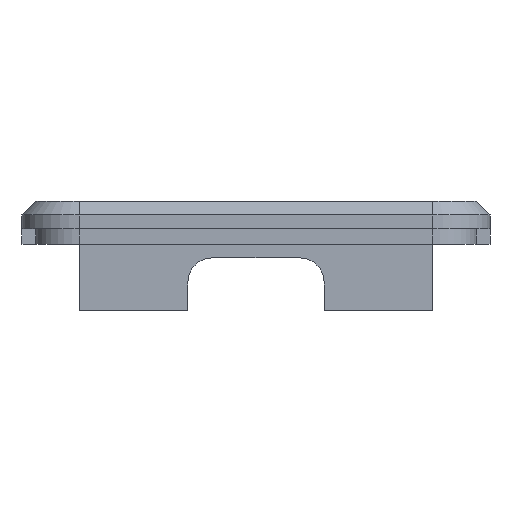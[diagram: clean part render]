
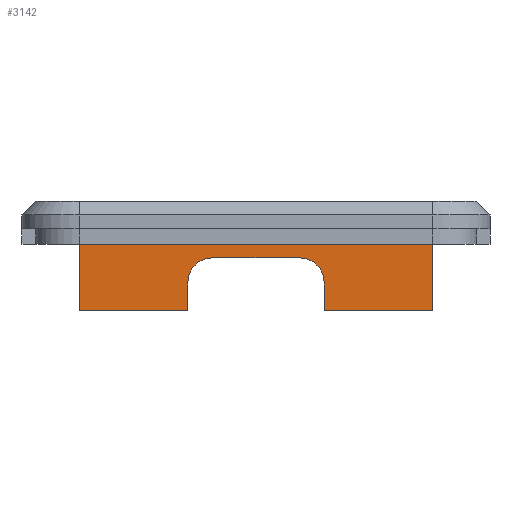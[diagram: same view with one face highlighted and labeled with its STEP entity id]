
A CAD part, front view. The second image highlights one B-rep face of the part: STEP entity #3142.
In plain terms, the highlighted planar face has unit normal (0, -1, 0).
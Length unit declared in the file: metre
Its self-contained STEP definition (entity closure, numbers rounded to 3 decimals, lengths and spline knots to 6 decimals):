
#230=LINE('',#4541,#553);
#234=LINE('',#4560,#557);
#237=LINE('',#4566,#560);
#238=LINE('',#4570,#561);
#239=LINE('',#4574,#562);
#240=LINE('',#4576,#563);
#241=LINE('',#4578,#564);
#242=LINE('',#4580,#565);
#243=LINE('',#4581,#566);
#244=LINE('',#4583,#567);
#553=VECTOR('',#3648,1.);
#557=VECTOR('',#3664,1.);
#560=VECTOR('',#3669,1.);
#561=VECTOR('',#3672,1.);
#562=VECTOR('',#3675,1.);
#563=VECTOR('',#3676,1.);
#564=VECTOR('',#3677,1.);
#565=VECTOR('',#3678,1.);
#566=VECTOR('',#3679,1.);
#567=VECTOR('',#3680,1.);
#941=ORIENTED_EDGE('',*,*,#1899,.F.);
#942=ORIENTED_EDGE('',*,*,#1900,.F.);
#943=ORIENTED_EDGE('',*,*,#1901,.F.);
#944=ORIENTED_EDGE('',*,*,#1902,.T.);
#945=ORIENTED_EDGE('',*,*,#1903,.T.);
#946=ORIENTED_EDGE('',*,*,#1904,.F.);
#947=ORIENTED_EDGE('',*,*,#1905,.T.);
#948=ORIENTED_EDGE('',*,*,#1906,.T.);
#949=ORIENTED_EDGE('',*,*,#1887,.T.);
#950=ORIENTED_EDGE('',*,*,#1907,.F.);
#951=ORIENTED_EDGE('',*,*,#1908,.F.);
#952=ORIENTED_EDGE('',*,*,#1896,.F.);
#1887=EDGE_CURVE('',#2367,#2366,#230,.T.);
#1896=EDGE_CURVE('',#2374,#2376,#234,.T.);
#1899=EDGE_CURVE('',#2378,#2374,#237,.T.);
#1900=EDGE_CURVE('',#2379,#2378,#2609,.F.);
#1901=EDGE_CURVE('',#2380,#2379,#238,.T.);
#1902=EDGE_CURVE('',#2380,#2381,#2610,.T.);
#1903=EDGE_CURVE('',#2381,#2382,#239,.T.);
#1904=EDGE_CURVE('',#2383,#2382,#240,.T.);
#1905=EDGE_CURVE('',#2383,#2384,#241,.T.);
#1906=EDGE_CURVE('',#2384,#2367,#242,.T.);
#1907=EDGE_CURVE('',#2385,#2366,#243,.T.);
#1908=EDGE_CURVE('',#2376,#2385,#244,.T.);
#2366=VERTEX_POINT('',#4540);
#2367=VERTEX_POINT('',#4542);
#2374=VERTEX_POINT('',#4558);
#2376=VERTEX_POINT('',#4561);
#2378=VERTEX_POINT('',#4567);
#2379=VERTEX_POINT('',#4569);
#2380=VERTEX_POINT('',#4571);
#2381=VERTEX_POINT('',#4573);
#2382=VERTEX_POINT('',#4575);
#2383=VERTEX_POINT('',#4577);
#2384=VERTEX_POINT('',#4579);
#2385=VERTEX_POINT('',#4582);
#2609=CIRCLE('',#3364,0.00175);
#2610=CIRCLE('',#3365,0.00175);
#2666=EDGE_LOOP('',(#941,#942,#943,#944,#945,#946,#947,#948,#949,#950,#951,
#952));
#2863=FACE_BOUND('',#2666,.T.);
#3046=PLANE('',#3363);
#3142=ADVANCED_FACE('',(#2863),#3046,.F.);
#3363=AXIS2_PLACEMENT_3D('',#4565,#3667,#3668);
#3364=AXIS2_PLACEMENT_3D('',#4568,#3670,#3671);
#3365=AXIS2_PLACEMENT_3D('',#4572,#3673,#3674);
#3648=DIRECTION('',(-1.,0.,0.));
#3664=DIRECTION('',(-1.,0.,0.));
#3667=DIRECTION('',(0.,1.,0.));
#3668=DIRECTION('',(-1.,0.,0.));
#3669=DIRECTION('',(0.,0.,-1.));
#3670=DIRECTION('',(0.,1.,0.));
#3671=DIRECTION('',(-1.,0.,0.));
#3672=DIRECTION('',(-1.,0.,0.));
#3673=DIRECTION('',(0.,1.,0.));
#3674=DIRECTION('',(-1.,0.,0.));
#3675=DIRECTION('',(0.,0.,-1.));
#3676=DIRECTION('',(-1.,0.,0.));
#3677=DIRECTION('',(0.,0.,1.));
#3678=DIRECTION('',(0.,0.,1.));
#3679=DIRECTION('',(0.,0.,1.));
#3680=DIRECTION('',(0.,0.,1.));
#4540=CARTESIAN_POINT('',(-0.0129,0.01975,0.007));
#4541=CARTESIAN_POINT('',(0.,0.01975,0.007));
#4542=CARTESIAN_POINT('',(0.0129,0.01975,0.007));
#4558=CARTESIAN_POINT('',(-0.00497,0.01975,0.001));
#4560=CARTESIAN_POINT('',(0.,0.01975,0.001));
#4561=CARTESIAN_POINT('',(-0.0129,0.01975,0.001));
#4565=CARTESIAN_POINT('',(0.,0.01975,0.005843));
#4566=CARTESIAN_POINT('',(-0.00497,0.01975,0.005843));
#4567=CARTESIAN_POINT('',(-0.00497,0.01975,0.003105));
#4568=CARTESIAN_POINT('',(-0.00322,0.01975,0.003105));
#4569=CARTESIAN_POINT('',(-0.00322,0.01975,0.004855));
#4570=CARTESIAN_POINT('',(0.,0.01975,0.004855));
#4571=CARTESIAN_POINT('',(0.00322,0.01975,0.004855));
#4572=CARTESIAN_POINT('',(0.00322,0.01975,0.003105));
#4573=CARTESIAN_POINT('',(0.00497,0.01975,0.003105));
#4574=CARTESIAN_POINT('',(0.00497,0.01975,0.005843));
#4575=CARTESIAN_POINT('',(0.00497,0.01975,0.001));
#4576=CARTESIAN_POINT('',(0.,0.01975,0.001));
#4577=CARTESIAN_POINT('',(0.0129,0.01975,0.001));
#4578=CARTESIAN_POINT('',(0.0129,0.01975,-0.25713));
#4579=CARTESIAN_POINT('',(0.0129,0.01975,0.005845));
#4580=CARTESIAN_POINT('',(0.0129,0.01975,0.005843));
#4581=CARTESIAN_POINT('',(-0.0129,0.01975,0.005843));
#4582=CARTESIAN_POINT('',(-0.0129,0.01975,0.005845));
#4583=CARTESIAN_POINT('',(-0.0129,0.01975,-0.25713));
